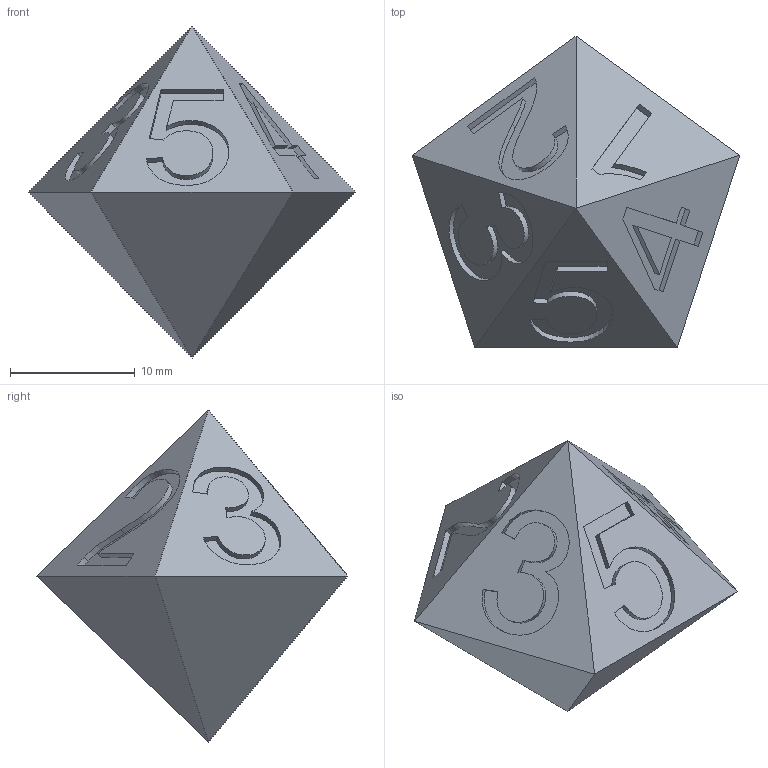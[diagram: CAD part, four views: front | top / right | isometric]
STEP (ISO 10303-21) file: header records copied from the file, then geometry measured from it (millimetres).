
FILE_DESCRIPTION(('HOOPS Exchange Step'),'2;1');
FILE_NAME('temp_export','2024-08-03T12:17:12+08:00',('sharma21'),('Shapr3D Limited'),'HOOPS Exchange 2024.2','Shapr3D','Authorized');
FILE_SCHEMA( ('AUTOMOTIVE_DESIGN { 1 0 10303 214 1 1 1 1 }') );
Length unit declared in the file: millimetre
Products named in the file (1): root
Bounding box: 26.29 x 25 x 26.65 mm (x, y, z)
Volume: 3974.6 mm3; surface area: 2428.9 mm2
Topology: 2 solids, 2 shells, 65 faces, 161 edges, 106 vertices
Faces by surface type: plane 51, bspline 14
Entity records: 2590 total; most frequent: CARTESIAN_POINT 1115, ORIENTED_EDGE 322, DIRECTION 237, EDGE_CURVE 161, VECTOR 133, LINE 133, VERTEX_POINT 106, EDGE_LOOP 71
